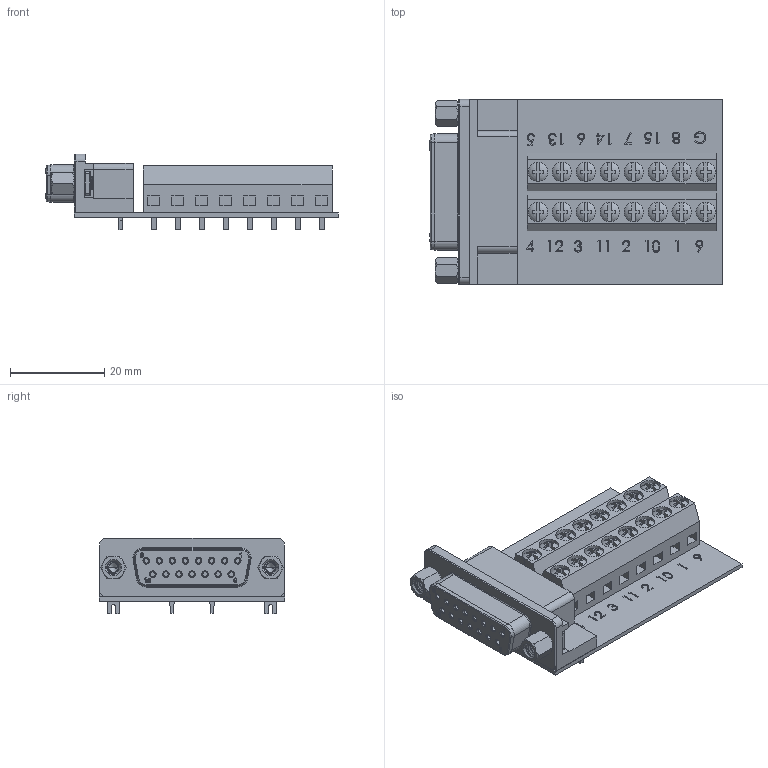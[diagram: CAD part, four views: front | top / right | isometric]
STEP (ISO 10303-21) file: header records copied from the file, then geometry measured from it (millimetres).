
FILE_DESCRIPTION (( 'STEP AP214' ), '1' );
FILE_NAME ('FMCN45977_3D.step', '2023-10-04T16:30:17', ( '' ), ( '' ), 'SwSTEP 2.0', 'SolidWorks 2022', '' );
FILE_SCHEMA (( 'AUTOMOTIVE_DESIGN' ));
Length unit declared in the file: millimetre
Products named in the file (9): FMCN45977_3D; Copy of 3AA02-010^FMCN45977; Copy of 3AA01-017_FIX^Copy of 3AB16-001_FIX_FMCN45977_3AA01-008-125; Copy of DGB15FT-MA2^FMCN45977; Copy of 3AB16-001^Copy of 3AB16-001_FIX_FMCN45977; Copy of DGB15FT-MA3^FMCN45977; Copy of DGB FIELD TERM HEX SCREW^FMCN45977; Copy of 3AB16-001_FIX^FMCN45977; Copy of DGB15FT-MA1^FMCN45977
Assembly tree (18 placements, depth 3):
  FMCN45977_3D
    Copy of DGB15FT-MA1^FMCN45977
    Copy of DGB15FT-MA2^FMCN45977
    Copy of DGB15FT-MA3^FMCN45977
    Copy of 3AA02-010^FMCN45977  x2
    Copy of 3AB16-001_FIX^FMCN45977  x2
      Copy of 3AB16-001^Copy of 3AB16-001_FIX_FMCN45977
      Copy of 3AA01-017_FIX^Copy of 3AB16-001_FIX_FMCN45977_3AA01-008-125
    Copy of DGB FIELD TERM HEX SCREW^FMCN45977  x2
Bounding box: 62 x 39.4 x 16.1 mm (x, y, z)
Volume: 13027.2 mm3; surface area: 14608 mm2
Topology: 25 solids, 25 shells, 1380 faces, 3412 edges, 2217 vertices
Faces by surface type: plane 704, cylinder 333, bspline 161, cone 111, torus 39, sphere 32
Entity records: 40712 total; most frequent: CARTESIAN_POINT 16079, ORIENTED_EDGE 4192, DIRECTION 3584, EDGE_CURVE 2096, VERTEX_POINT 1364, VECTOR 1228, LINE 1228, AXIS2_PLACEMENT_3D 1178
